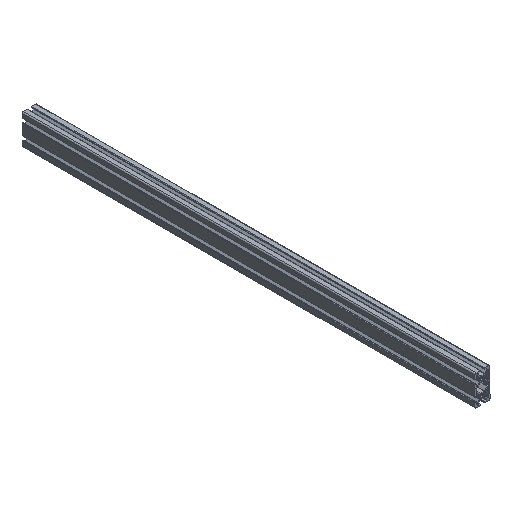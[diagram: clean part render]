
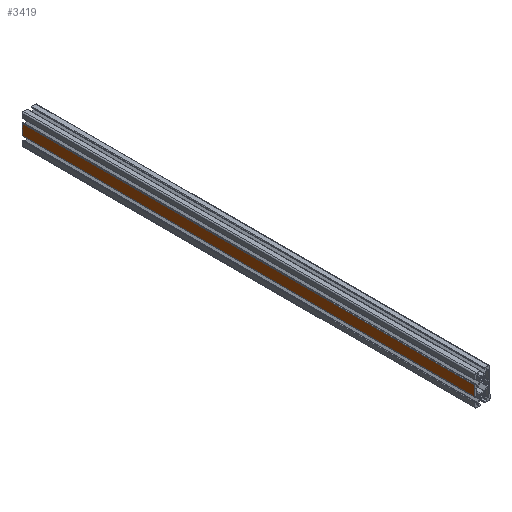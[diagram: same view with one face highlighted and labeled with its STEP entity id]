
A CAD part, isometric view. The second image highlights one B-rep face of the part: STEP entity #3419.
In plain terms, the highlighted planar face has unit normal (-1, 0, 0).
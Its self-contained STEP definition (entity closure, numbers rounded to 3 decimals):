
#148=FACE_OUTER_BOUND('',#328,.T.);
#328=EDGE_LOOP('',(#2574,#2575,#2576,#2577));
#676=LINE('',#5058,#996);
#757=LINE('',#5404,#1077);
#835=LINE('',#5696,#1155);
#836=LINE('',#5698,#1156);
#996=VECTOR('',#4003,1000.);
#1077=VECTOR('',#4274,1000.);
#1155=VECTOR('',#4540,1000.);
#1156=VECTOR('',#4543,1000.);
#1338=VERTEX_POINT('',#5055);
#1339=VERTEX_POINT('',#5057);
#1508=VERTEX_POINT('',#5401);
#1509=VERTEX_POINT('',#5403);
#1674=EDGE_CURVE('',#1338,#1339,#676,.T.);
#1847=EDGE_CURVE('',#1508,#1509,#757,.T.);
#1995=EDGE_CURVE('',#1339,#1508,#835,.T.);
#1996=EDGE_CURVE('',#1338,#1509,#836,.T.);
#2574=ORIENTED_EDGE('',*,*,#1847,.F.);
#2575=ORIENTED_EDGE('',*,*,#1995,.F.);
#2576=ORIENTED_EDGE('',*,*,#1674,.F.);
#2577=ORIENTED_EDGE('',*,*,#1996,.T.);
#3158=PLANE('',#3788);
#3419=ADVANCED_FACE('',(#148),#3158,.T.);
#3788=AXIS2_PLACEMENT_3D('',#5697,#4541,#4542);
#4003=DIRECTION('',(0.,1.,0.));
#4274=DIRECTION('',(0.,-1.,0.));
#4540=DIRECTION('',(0.,0.,1.));
#4541=DIRECTION('center_axis',(-1.,0.,0.));
#4542=DIRECTION('ref_axis',(0.,0.,1.));
#4543=DIRECTION('',(0.,0.,1.));
#5055=CARTESIAN_POINT('',(-10.,3.138,-600.));
#5057=CARTESIAN_POINT('',(-10.,16.862,-600.));
#5058=CARTESIAN_POINT('',(-10.,16.862,-600.));
#5401=CARTESIAN_POINT('',(-10.,16.862,0.));
#5403=CARTESIAN_POINT('',(-10.,3.138,0.));
#5404=CARTESIAN_POINT('',(-10.,16.862,0.));
#5696=CARTESIAN_POINT('',(-10.,16.862,-550.));
#5697=CARTESIAN_POINT('Origin',(-10.,16.862,-550.));
#5698=CARTESIAN_POINT('',(-10.,3.138,-550.));
